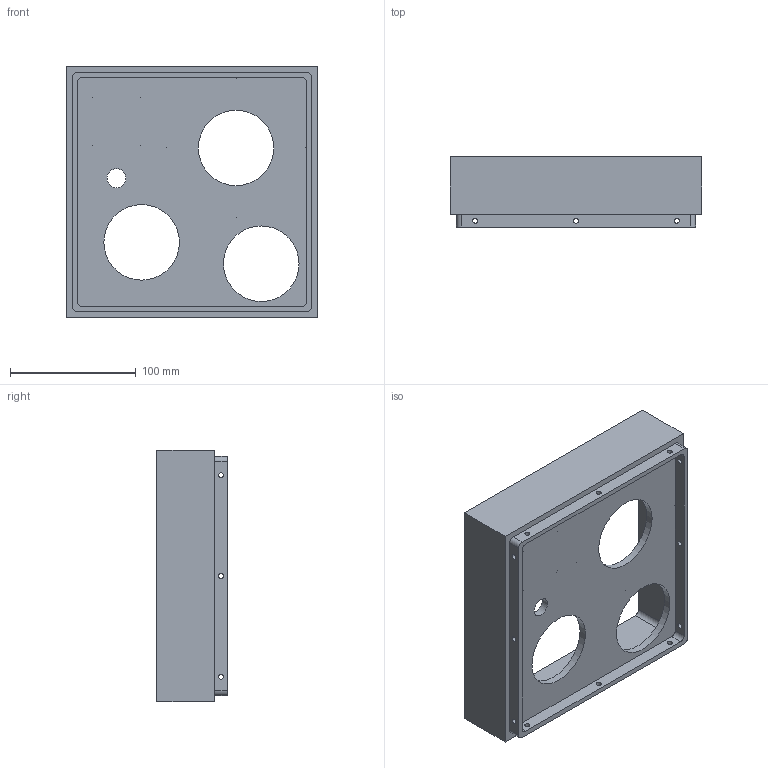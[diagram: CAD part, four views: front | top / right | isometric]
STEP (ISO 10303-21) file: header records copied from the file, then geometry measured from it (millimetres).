
FILE_DESCRIPTION(/* description */ (''),/* implementation_level */ '2;1');
FILE_NAME(/* name */ 'Housing_top.stp',/* time_stamp */ '2021-04-25T21:43:28+05:00',/* author */ ('Ramana Bharathi'),/* organization */ (''),/* preprocessor_version */ 'ST-DEVELOPER v16.13',/* originating_system */ 'Autodesk Inventor 2018',/* authorisation */ '');
FILE_SCHEMA (('AUTOMOTIVE_DESIGN { 1 0 10303 214 3 1 1 }'));
Length unit declared in the file: millimetre
Products named in the file (1): Housing_top
Bounding box: 200 x 56 x 200 mm (x, y, z)
Volume: 342742.5 mm3; surface area: 149226.8 mm2
Topology: 1 solids, 1 shells, 73 faces, 198 edges, 130 vertices
Faces by surface type: cylinder 40, plane 21, cone 12
Full cylindrical faces by diameter (mm): 3 x12, 4 x12, 15 x1, 60 x3
Entity records: 2065 total; most frequent: DIRECTION 368, CARTESIAN_POINT 326, ORIENTED_EDGE 280, AXIS2_PLACEMENT_3D 154, EDGE_LOOP 148, EDGE_CURVE 140, VERTEX_POINT 112, CIRCLE 80
